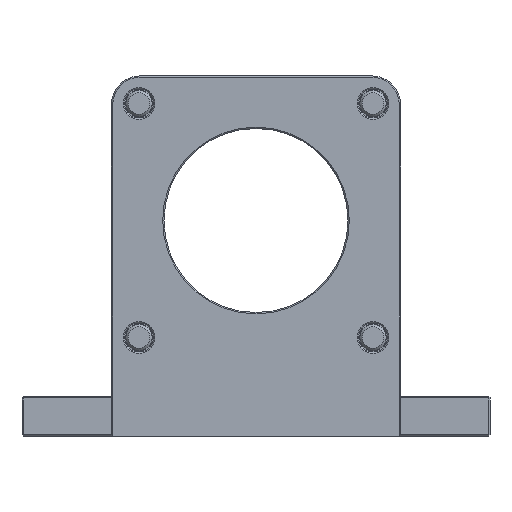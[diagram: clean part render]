
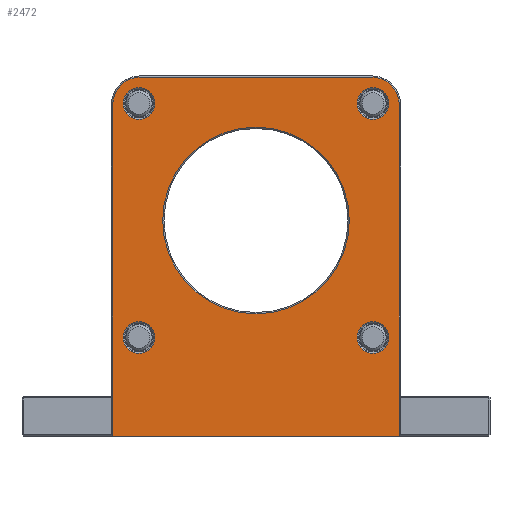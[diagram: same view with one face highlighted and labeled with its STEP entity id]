
A CAD part, left-side view. The second image highlights one B-rep face of the part: STEP entity #2472.
In plain terms, the highlighted planar face has unit normal (-1, 0, 0).
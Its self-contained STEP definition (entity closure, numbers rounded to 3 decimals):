
#170=LINE('',#4026,#361);
#173=LINE('',#4034,#364);
#176=LINE('',#4043,#367);
#178=LINE('',#4046,#369);
#361=VECTOR('',#3252,10.);
#364=VECTOR('',#3261,10.);
#367=VECTOR('',#3270,10.);
#369=VECTOR('',#3274,10.);
#494=FACE_BOUND('',#743,.T.);
#495=FACE_BOUND('',#744,.T.);
#496=FACE_BOUND('',#745,.T.);
#497=FACE_BOUND('',#746,.T.);
#498=FACE_BOUND('',#747,.T.);
#592=FACE_OUTER_BOUND('',#742,.T.);
#742=EDGE_LOOP('',(#1924,#1925,#1926,#1927,#1928,#1929));
#743=EDGE_LOOP('',(#1930));
#744=EDGE_LOOP('',(#1931));
#745=EDGE_LOOP('',(#1932));
#746=EDGE_LOOP('',(#1933));
#747=EDGE_LOOP('',(#1934));
#901=CIRCLE('',#2720,10.5);
#902=CIRCLE('',#2723,10.5);
#903=CIRCLE('',#2726,6.);
#904=CIRCLE('',#2727,6.);
#905=CIRCLE('',#2728,35.5);
#906=CIRCLE('',#2729,6.);
#907=CIRCLE('',#2730,6.);
#1082=VERTEX_POINT('',#4020);
#1084=VERTEX_POINT('',#4024);
#1085=VERTEX_POINT('',#4028);
#1086=VERTEX_POINT('',#4032);
#1087=VERTEX_POINT('',#4036);
#1089=VERTEX_POINT('',#4041);
#1090=VERTEX_POINT('',#4047);
#1091=VERTEX_POINT('',#4049);
#1092=VERTEX_POINT('',#4051);
#1093=VERTEX_POINT('',#4053);
#1094=VERTEX_POINT('',#4055);
#1369=EDGE_CURVE('',#1084,#1082,#170,.T.);
#1371=EDGE_CURVE('',#1085,#1084,#901,.T.);
#1373=EDGE_CURVE('',#1086,#1085,#173,.T.);
#1375=EDGE_CURVE('',#1087,#1086,#902,.T.);
#1377=EDGE_CURVE('',#1089,#1087,#176,.T.);
#1379=EDGE_CURVE('',#1089,#1082,#178,.T.);
#1380=EDGE_CURVE('',#1090,#1090,#903,.T.);
#1381=EDGE_CURVE('',#1091,#1091,#904,.T.);
#1382=EDGE_CURVE('',#1092,#1092,#905,.T.);
#1383=EDGE_CURVE('',#1093,#1093,#906,.T.);
#1384=EDGE_CURVE('',#1094,#1094,#907,.T.);
#1924=ORIENTED_EDGE('',*,*,#1369,.F.);
#1925=ORIENTED_EDGE('',*,*,#1371,.F.);
#1926=ORIENTED_EDGE('',*,*,#1373,.F.);
#1927=ORIENTED_EDGE('',*,*,#1375,.F.);
#1928=ORIENTED_EDGE('',*,*,#1377,.F.);
#1929=ORIENTED_EDGE('',*,*,#1379,.T.);
#1930=ORIENTED_EDGE('',*,*,#1380,.F.);
#1931=ORIENTED_EDGE('',*,*,#1381,.F.);
#1932=ORIENTED_EDGE('',*,*,#1382,.F.);
#1933=ORIENTED_EDGE('',*,*,#1383,.F.);
#1934=ORIENTED_EDGE('',*,*,#1384,.F.);
#2214=PLANE('',#2725);
#2472=ADVANCED_FACE('',(#592,#494,#495,#496,#497,#498),#2214,.T.);
#2720=AXIS2_PLACEMENT_3D('',#4030,#3256,#3257);
#2723=AXIS2_PLACEMENT_3D('',#4038,#3265,#3266);
#2725=AXIS2_PLACEMENT_3D('',#4045,#3272,#3273);
#2726=AXIS2_PLACEMENT_3D('',#4048,#3275,#3276);
#2727=AXIS2_PLACEMENT_3D('',#4050,#3277,#3278);
#2728=AXIS2_PLACEMENT_3D('',#4052,#3279,#3280);
#2729=AXIS2_PLACEMENT_3D('',#4054,#3281,#3282);
#2730=AXIS2_PLACEMENT_3D('',#4056,#3283,#3284);
#3252=DIRECTION('',(0.,0.,-1.));
#3256=DIRECTION('center_axis',(1.,0.,0.));
#3257=DIRECTION('ref_axis',(0.,-0.707,0.707));
#3261=DIRECTION('',(0.,-1.,0.));
#3265=DIRECTION('center_axis',(1.,0.,0.));
#3266=DIRECTION('ref_axis',(0.,0.707,0.707));
#3270=DIRECTION('',(0.,0.,1.));
#3272=DIRECTION('center_axis',(-1.,0.,0.));
#3273=DIRECTION('ref_axis',(0.,0.,-1.));
#3274=DIRECTION('',(0.,-1.,0.));
#3275=DIRECTION('center_axis',(-1.,0.,0.));
#3276=DIRECTION('ref_axis',(0.,1.,0.));
#3277=DIRECTION('center_axis',(-1.,0.,0.));
#3278=DIRECTION('ref_axis',(0.,1.,0.));
#3279=DIRECTION('center_axis',(-1.,0.,0.));
#3280=DIRECTION('ref_axis',(0.,1.,0.));
#3281=DIRECTION('center_axis',(-1.,0.,0.));
#3282=DIRECTION('ref_axis',(0.,1.,0.));
#3283=DIRECTION('center_axis',(-1.,0.,0.));
#3284=DIRECTION('ref_axis',(0.,1.,0.));
#4020=CARTESIAN_POINT('',(0.,-54.5,0.));
#4024=CARTESIAN_POINT('',(0.,-54.5,126.));
#4026=CARTESIAN_POINT('',(0.,-54.5,137.));
#4028=CARTESIAN_POINT('',(0.,-44.,136.5));
#4030=CARTESIAN_POINT('Origin',(0.,-44.,126.));
#4032=CARTESIAN_POINT('',(0.,44.,136.5));
#4034=CARTESIAN_POINT('',(0.,89.,136.5));
#4036=CARTESIAN_POINT('',(0.,54.5,126.));
#4038=CARTESIAN_POINT('Origin',(0.,44.,126.));
#4041=CARTESIAN_POINT('',(0.,54.5,0.));
#4043=CARTESIAN_POINT('',(0.,54.5,137.));
#4045=CARTESIAN_POINT('Origin',(0.,89.,137.));
#4046=CARTESIAN_POINT('',(0.,89.,0.));
#4047=CARTESIAN_POINT('',(0.,38.5,37.5));
#4048=CARTESIAN_POINT('Origin',(0.,44.5,37.5));
#4049=CARTESIAN_POINT('',(0.,-50.5,126.5));
#4050=CARTESIAN_POINT('Origin',(0.,-44.5,126.5));
#4051=CARTESIAN_POINT('',(0.,-35.5,82.));
#4052=CARTESIAN_POINT('Origin',(0.,0.,82.));
#4053=CARTESIAN_POINT('',(0.,38.5,126.5));
#4054=CARTESIAN_POINT('Origin',(0.,44.5,126.5));
#4055=CARTESIAN_POINT('',(0.,-50.5,37.5));
#4056=CARTESIAN_POINT('Origin',(0.,-44.5,37.5));
